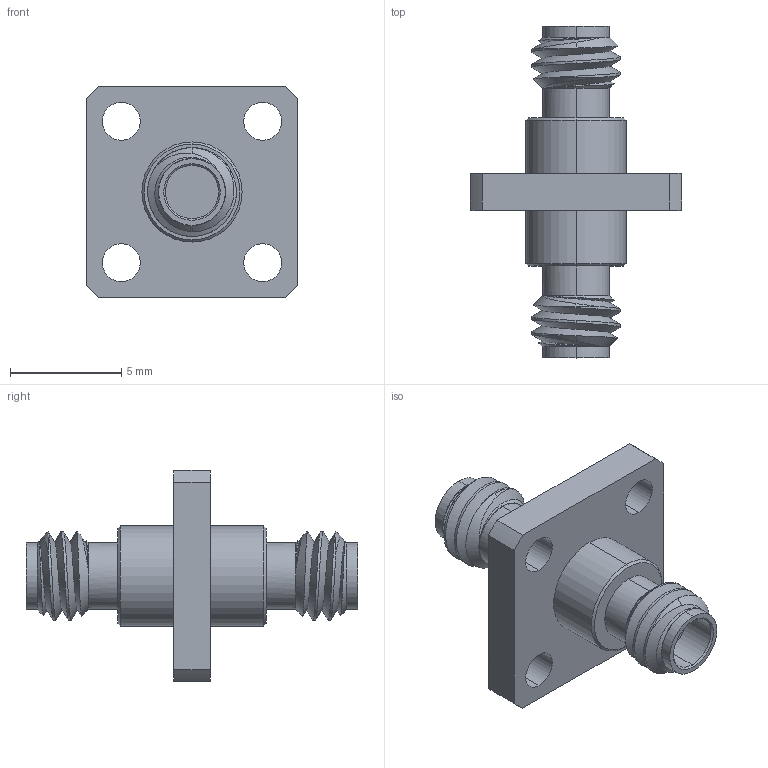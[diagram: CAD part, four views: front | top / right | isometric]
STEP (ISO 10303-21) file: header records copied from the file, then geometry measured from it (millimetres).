
FILE_DESCRIPTION (( 'STEP AP203' ), '1' );
FILE_NAME ('CT-1F1F-PM4-LN1-V.STEP', '2021-08-24T18:31:32', ( '' ), ( '' ), 'SwSTEP 2.0', 'SolidWorks 2021', '' );
FILE_SCHEMA (( 'CONFIG_CONTROL_DESIGN' ));
Length unit declared in the file: millimetre
Products named in the file (1): CT-1F1F-PM4-LN1-V
Bounding box: 9.52 x 14.91 x 9.52 mm (x, y, z)
Volume: 268 mm3; surface area: 474.3 mm2
Topology: 1 solids, 1 shells, 87 faces, 216 edges, 138 vertices
Faces by surface type: cylinder 42, cone 24, plane 17, bspline 4
Entity records: 3583 total; most frequent: CARTESIAN_POINT 1482, ORIENTED_EDGE 432, DIRECTION 420, EDGE_CURVE 216, AXIS2_PLACEMENT_3D 174, VERTEX_POINT 138, EDGE_LOOP 102, CIRCLE 90
